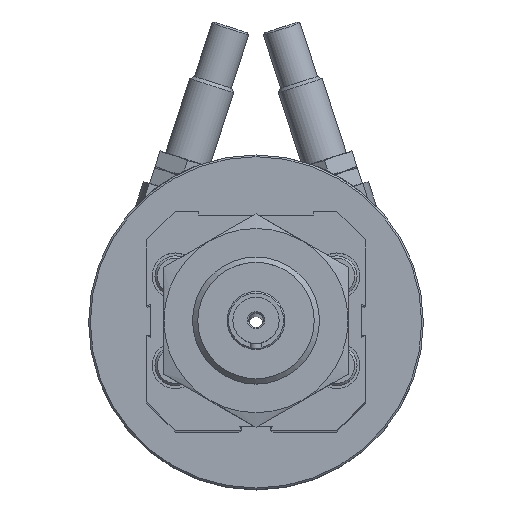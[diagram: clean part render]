
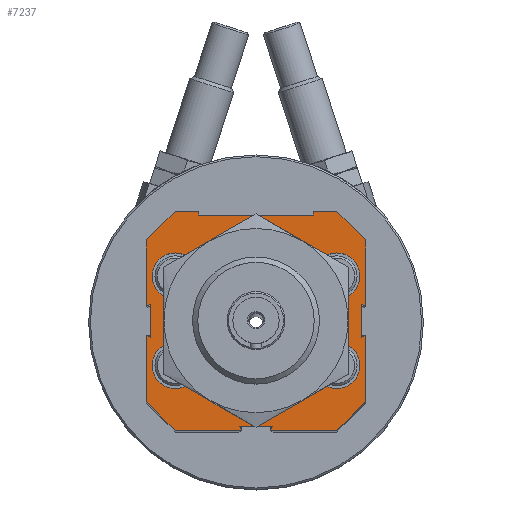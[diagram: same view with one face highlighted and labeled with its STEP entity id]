
A CAD part, top view. The second image highlights one B-rep face of the part: STEP entity #7237.
In plain terms, the highlighted face is planar.
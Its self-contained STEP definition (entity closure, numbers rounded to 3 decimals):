
#199=LINE('',#11398,#742);
#201=LINE('',#11402,#744);
#203=LINE('',#11406,#746);
#237=LINE('',#11492,#780);
#239=LINE('',#11496,#782);
#241=LINE('',#11500,#784);
#275=LINE('',#11586,#818);
#277=LINE('',#11590,#820);
#279=LINE('',#11594,#822);
#339=LINE('',#11750,#882);
#341=LINE('',#11754,#884);
#343=LINE('',#11758,#886);
#385=LINE('',#11859,#928);
#387=LINE('',#11863,#930);
#389=LINE('',#11867,#932);
#390=LINE('',#11869,#933);
#392=LINE('',#11873,#935);
#394=LINE('',#11877,#937);
#395=LINE('',#11879,#938);
#397=LINE('',#11883,#940);
#399=LINE('',#11887,#942);
#400=LINE('',#11889,#943);
#402=LINE('',#11893,#945);
#404=LINE('',#11897,#947);
#742=VECTOR('',#8908,1000.);
#744=VECTOR('',#8912,1000.);
#746=VECTOR('',#8916,1000.);
#780=VECTOR('',#9010,1000.);
#782=VECTOR('',#9014,1000.);
#784=VECTOR('',#9018,1000.);
#818=VECTOR('',#9112,1000.);
#820=VECTOR('',#9116,1000.);
#822=VECTOR('',#9120,1000.);
#882=VECTOR('',#9292,1000.);
#884=VECTOR('',#9296,1000.);
#886=VECTOR('',#9300,1000.);
#928=VECTOR('',#9418,1000.);
#930=VECTOR('',#9422,1000.);
#932=VECTOR('',#9426,1000.);
#933=VECTOR('',#9429,1000.);
#935=VECTOR('',#9433,1000.);
#937=VECTOR('',#9437,1000.);
#938=VECTOR('',#9440,1000.);
#940=VECTOR('',#9444,1000.);
#942=VECTOR('',#9448,1000.);
#943=VECTOR('',#9451,1000.);
#945=VECTOR('',#9455,1000.);
#947=VECTOR('',#9459,1000.);
#1304=PLANE('',#7977);
#1755=CIRCLE('',#7978,4.);
#1756=CIRCLE('',#7979,4.);
#1757=CIRCLE('',#7980,4.);
#1758=CIRCLE('',#7981,4.);
#1759=CIRCLE('',#7982,11.);
#2860=ORIENTED_EDGE('',*,*,#4419,.T.);
#2861=ORIENTED_EDGE('',*,*,#4420,.T.);
#2862=ORIENTED_EDGE('',*,*,#4421,.T.);
#2863=ORIENTED_EDGE('',*,*,#4422,.T.);
#2864=ORIENTED_EDGE('',*,*,#4423,.F.);
#2865=ORIENTED_EDGE('',*,*,#4166,.F.);
#2866=ORIENTED_EDGE('',*,*,#4418,.F.);
#2867=ORIENTED_EDGE('',*,*,#4416,.F.);
#2868=ORIENTED_EDGE('',*,*,#4414,.F.);
#2869=ORIENTED_EDGE('',*,*,#4348,.F.);
#2870=ORIENTED_EDGE('',*,*,#4346,.F.);
#2871=ORIENTED_EDGE('',*,*,#4344,.F.);
#2872=ORIENTED_EDGE('',*,*,#4413,.F.);
#2873=ORIENTED_EDGE('',*,*,#4411,.F.);
#2874=ORIENTED_EDGE('',*,*,#4409,.F.);
#2875=ORIENTED_EDGE('',*,*,#4266,.F.);
#2876=ORIENTED_EDGE('',*,*,#4264,.F.);
#2877=ORIENTED_EDGE('',*,*,#4262,.F.);
#2878=ORIENTED_EDGE('',*,*,#4408,.F.);
#2879=ORIENTED_EDGE('',*,*,#4406,.F.);
#2880=ORIENTED_EDGE('',*,*,#4404,.F.);
#2881=ORIENTED_EDGE('',*,*,#4218,.F.);
#2882=ORIENTED_EDGE('',*,*,#4216,.F.);
#2883=ORIENTED_EDGE('',*,*,#4214,.F.);
#2884=ORIENTED_EDGE('',*,*,#4403,.F.);
#2885=ORIENTED_EDGE('',*,*,#4401,.F.);
#2886=ORIENTED_EDGE('',*,*,#4399,.F.);
#2887=ORIENTED_EDGE('',*,*,#4170,.F.);
#2888=ORIENTED_EDGE('',*,*,#4168,.F.);
#4166=EDGE_CURVE('',#5150,#5151,#199,.T.);
#4168=EDGE_CURVE('',#5151,#5152,#201,.T.);
#4170=EDGE_CURVE('',#5152,#5153,#203,.T.);
#4214=EDGE_CURVE('',#5174,#5175,#237,.T.);
#4216=EDGE_CURVE('',#5175,#5176,#239,.T.);
#4218=EDGE_CURVE('',#5176,#5177,#241,.T.);
#4262=EDGE_CURVE('',#5198,#5199,#275,.T.);
#4264=EDGE_CURVE('',#5199,#5200,#277,.T.);
#4266=EDGE_CURVE('',#5200,#5201,#279,.T.);
#4344=EDGE_CURVE('',#5240,#5241,#339,.T.);
#4346=EDGE_CURVE('',#5241,#5242,#341,.T.);
#4348=EDGE_CURVE('',#5242,#5243,#343,.T.);
#4399=EDGE_CURVE('',#5153,#5264,#385,.T.);
#4401=EDGE_CURVE('',#5264,#5265,#387,.T.);
#4403=EDGE_CURVE('',#5265,#5174,#389,.T.);
#4404=EDGE_CURVE('',#5177,#5266,#390,.T.);
#4406=EDGE_CURVE('',#5266,#5267,#392,.T.);
#4408=EDGE_CURVE('',#5267,#5198,#394,.T.);
#4409=EDGE_CURVE('',#5201,#5268,#395,.T.);
#4411=EDGE_CURVE('',#5268,#5269,#397,.T.);
#4413=EDGE_CURVE('',#5269,#5240,#399,.T.);
#4414=EDGE_CURVE('',#5243,#5270,#400,.T.);
#4416=EDGE_CURVE('',#5270,#5271,#402,.T.);
#4418=EDGE_CURVE('',#5271,#5150,#404,.T.);
#4419=EDGE_CURVE('',#5272,#5272,#1755,.T.);
#4420=EDGE_CURVE('',#5273,#5273,#1756,.T.);
#4421=EDGE_CURVE('',#5274,#5274,#1757,.T.);
#4422=EDGE_CURVE('',#5275,#5275,#1758,.T.);
#4423=EDGE_CURVE('',#5276,#5276,#1759,.F.);
#5150=VERTEX_POINT('',#11397);
#5151=VERTEX_POINT('',#11399);
#5152=VERTEX_POINT('',#11403);
#5153=VERTEX_POINT('',#11407);
#5174=VERTEX_POINT('',#11491);
#5175=VERTEX_POINT('',#11493);
#5176=VERTEX_POINT('',#11497);
#5177=VERTEX_POINT('',#11501);
#5198=VERTEX_POINT('',#11585);
#5199=VERTEX_POINT('',#11587);
#5200=VERTEX_POINT('',#11591);
#5201=VERTEX_POINT('',#11595);
#5240=VERTEX_POINT('',#11749);
#5241=VERTEX_POINT('',#11751);
#5242=VERTEX_POINT('',#11755);
#5243=VERTEX_POINT('',#11759);
#5264=VERTEX_POINT('',#11860);
#5265=VERTEX_POINT('',#11864);
#5266=VERTEX_POINT('',#11870);
#5267=VERTEX_POINT('',#11874);
#5268=VERTEX_POINT('',#11880);
#5269=VERTEX_POINT('',#11884);
#5270=VERTEX_POINT('',#11890);
#5271=VERTEX_POINT('',#11894);
#5272=VERTEX_POINT('',#11900);
#5273=VERTEX_POINT('',#11902);
#5274=VERTEX_POINT('',#11904);
#5275=VERTEX_POINT('',#11906);
#5276=VERTEX_POINT('',#11908);
#5939=EDGE_LOOP('',(#2860));
#5940=EDGE_LOOP('',(#2861));
#5941=EDGE_LOOP('',(#2862));
#5942=EDGE_LOOP('',(#2863));
#5943=EDGE_LOOP('',(#2864));
#5944=EDGE_LOOP('',(#2865,#2866,#2867,#2868,#2869,#2870,#2871,#2872,#2873,
#2874,#2875,#2876,#2877,#2878,#2879,#2880,#2881,#2882,#2883,#2884,#2885,
#2886,#2887,#2888));
#6582=FACE_BOUND('',#5939,.T.);
#6583=FACE_BOUND('',#5940,.T.);
#6584=FACE_BOUND('',#5941,.T.);
#6585=FACE_BOUND('',#5942,.T.);
#6586=FACE_BOUND('',#5943,.T.);
#6587=FACE_BOUND('',#5944,.T.);
#7237=ADVANCED_FACE('',(#6582,#6583,#6584,#6585,#6586,#6587),#1304,.F.);
#7977=AXIS2_PLACEMENT_3D('',#11898,#9460,#9461);
#7978=AXIS2_PLACEMENT_3D('',#11899,#9462,#9463);
#7979=AXIS2_PLACEMENT_3D('',#11901,#9464,#9465);
#7980=AXIS2_PLACEMENT_3D('',#11903,#9466,#9467);
#7981=AXIS2_PLACEMENT_3D('',#11905,#9468,#9469);
#7982=AXIS2_PLACEMENT_3D('',#11907,#9470,#9471);
#8908=DIRECTION('',(0.,-1.,0.));
#8912=DIRECTION('',(0.,-0.707,-0.707));
#8916=DIRECTION('',(0.,0.,-1.));
#9010=DIRECTION('',(0.,0.,-1.));
#9014=DIRECTION('',(0.,0.707,-0.707));
#9018=DIRECTION('',(0.,1.,0.));
#9112=DIRECTION('',(0.,1.,0.));
#9116=DIRECTION('',(0.,0.707,0.707));
#9120=DIRECTION('',(0.,0.,1.));
#9292=DIRECTION('',(0.,0.,1.));
#9296=DIRECTION('',(0.,-0.707,0.707));
#9300=DIRECTION('',(0.,-1.,0.));
#9418=DIRECTION('',(0.,0.903,0.429));
#9422=DIRECTION('',(0.,0.,-1.));
#9426=DIRECTION('',(0.,-0.903,0.429));
#9429=DIRECTION('',(0.,-0.429,0.903));
#9433=DIRECTION('',(0.,1.,0.));
#9437=DIRECTION('',(0.,-0.429,-0.903));
#9440=DIRECTION('',(0.,-0.996,0.087));
#9444=DIRECTION('',(0.,0.,1.));
#9448=DIRECTION('',(0.,0.996,0.087));
#9451=DIRECTION('',(0.,0.429,-0.903));
#9455=DIRECTION('',(0.,-1.,0.));
#9459=DIRECTION('',(0.,0.429,0.903));
#9460=DIRECTION('',(1.,0.,0.));
#9461=DIRECTION('',(0.,0.,-1.));
#9462=DIRECTION('',(1.,0.,0.));
#9463=DIRECTION('',(0.,0.,-1.));
#9464=DIRECTION('',(1.,0.,0.));
#9465=DIRECTION('',(0.,0.,-1.));
#9466=DIRECTION('',(1.,0.,0.));
#9467=DIRECTION('',(0.,0.,-1.));
#9468=DIRECTION('',(1.,0.,0.));
#9469=DIRECTION('',(0.,0.,-1.));
#9470=DIRECTION('',(1.,0.,0.));
#9471=DIRECTION('',(0.,0.,-1.));
#11397=CARTESIAN_POINT('',(-216.8,-2.489,19.));
#11398=CARTESIAN_POINT('',(-216.8,-2.489,19.));
#11399=CARTESIAN_POINT('',(-216.8,-14.,19.));
#11402=CARTESIAN_POINT('',(-216.8,-14.,19.));
#11403=CARTESIAN_POINT('',(-216.8,-19.,14.));
#11406=CARTESIAN_POINT('',(-216.8,-19.,14.));
#11407=CARTESIAN_POINT('',(-216.8,-19.,2.489));
#11491=CARTESIAN_POINT('',(-216.8,-19.,-2.489));
#11492=CARTESIAN_POINT('',(-216.8,-19.,-2.489));
#11493=CARTESIAN_POINT('',(-216.8,-19.,-14.));
#11496=CARTESIAN_POINT('',(-216.8,-19.,-14.));
#11497=CARTESIAN_POINT('',(-216.8,-14.,-19.));
#11500=CARTESIAN_POINT('',(-216.8,-14.,-19.));
#11501=CARTESIAN_POINT('',(-216.8,-2.489,-19.));
#11585=CARTESIAN_POINT('',(-216.8,2.489,-19.));
#11586=CARTESIAN_POINT('',(-216.8,2.489,-19.));
#11587=CARTESIAN_POINT('',(-216.8,14.,-19.));
#11590=CARTESIAN_POINT('',(-216.8,14.,-19.));
#11591=CARTESIAN_POINT('',(-216.8,19.,-14.));
#11594=CARTESIAN_POINT('',(-216.8,19.,-14.));
#11595=CARTESIAN_POINT('',(-216.8,19.,-10.));
#11749=CARTESIAN_POINT('',(-216.8,19.,10.));
#11750=CARTESIAN_POINT('',(-216.8,19.,10.));
#11751=CARTESIAN_POINT('',(-216.8,19.,14.));
#11754=CARTESIAN_POINT('',(-216.8,19.,14.));
#11755=CARTESIAN_POINT('',(-216.8,14.,19.));
#11758=CARTESIAN_POINT('',(-216.8,14.,19.));
#11759=CARTESIAN_POINT('',(-216.8,2.489,19.));
#11859=CARTESIAN_POINT('',(-216.8,-19.,2.489));
#11860=CARTESIAN_POINT('',(-216.8,-18.24,2.85));
#11863=CARTESIAN_POINT('',(-216.8,-18.24,2.85));
#11864=CARTESIAN_POINT('',(-216.8,-18.24,-2.85));
#11867=CARTESIAN_POINT('',(-216.8,-18.24,-2.85));
#11869=CARTESIAN_POINT('',(-216.8,-2.489,-19.));
#11870=CARTESIAN_POINT('',(-216.8,-2.85,-18.24));
#11873=CARTESIAN_POINT('',(-216.8,-2.85,-18.24));
#11874=CARTESIAN_POINT('',(-216.8,2.85,-18.24));
#11877=CARTESIAN_POINT('',(-216.8,2.85,-18.24));
#11879=CARTESIAN_POINT('',(-216.8,19.,-10.));
#11880=CARTESIAN_POINT('',(-216.8,18.316,-9.94));
#11883=CARTESIAN_POINT('',(-216.8,18.316,-9.94));
#11884=CARTESIAN_POINT('',(-216.8,18.316,9.94));
#11887=CARTESIAN_POINT('',(-216.8,18.316,9.94));
#11889=CARTESIAN_POINT('',(-216.8,2.489,19.));
#11890=CARTESIAN_POINT('',(-216.8,2.85,18.24));
#11893=CARTESIAN_POINT('',(-216.8,2.85,18.24));
#11894=CARTESIAN_POINT('',(-216.8,-2.85,18.24));
#11897=CARTESIAN_POINT('',(-216.8,-2.85,18.24));
#11898=CARTESIAN_POINT('',(-216.8,0.,0.));
#11899=CARTESIAN_POINT('',(-216.8,-7.75,14.));
#11900=CARTESIAN_POINT('',(-216.8,-7.75,10.));
#11901=CARTESIAN_POINT('',(-216.8,-7.75,-14.));
#11902=CARTESIAN_POINT('',(-216.8,-7.75,-18.));
#11903=CARTESIAN_POINT('',(-216.8,7.75,-14.));
#11904=CARTESIAN_POINT('',(-216.8,7.75,-18.));
#11905=CARTESIAN_POINT('',(-216.8,7.75,14.));
#11906=CARTESIAN_POINT('',(-216.8,7.75,10.));
#11907=CARTESIAN_POINT('',(-216.8,0.,0.));
#11908=CARTESIAN_POINT('',(-216.8,0.,-11.));
